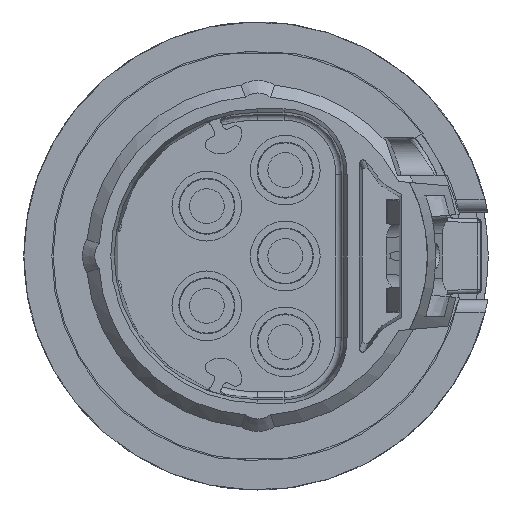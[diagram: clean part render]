
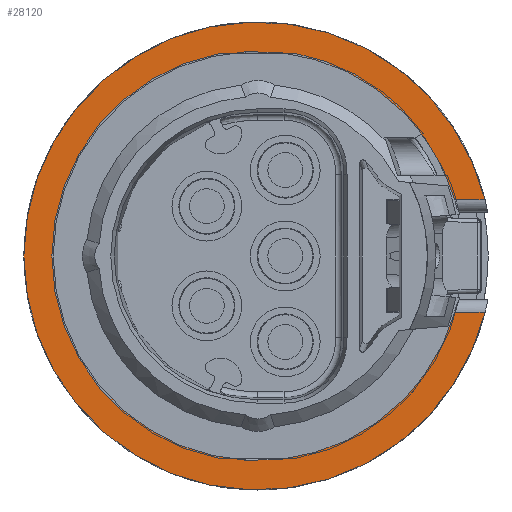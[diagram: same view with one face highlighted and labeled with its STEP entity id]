
A CAD part, front view. The second image highlights one B-rep face of the part: STEP entity #28120.
In plain terms, the highlighted face is planar.
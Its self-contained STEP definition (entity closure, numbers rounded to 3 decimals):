
#5460=CARTESIAN_POINT('',(4.5,18.253,-4.4));
#5470=VERTEX_POINT('',#5460);
#5500=CARTESIAN_POINT('',(4.5,30.544,-4.4));
#5510=DIRECTION('',(0.,-1.,0.));
#5520=VECTOR('',#5510,1.);
#5530=LINE('',#5500,#5520);
#5540=CARTESIAN_POINT('',(4.5,15.813,-4.4));
#5550=VERTEX_POINT('',#5540);
#5560=EDGE_CURVE('',#5470,#5550,#5530,.T.);
#27760=CARTESIAN_POINT('',(0.,-17.775,-4.4));
#27770=DIRECTION('',(0.,0.,-1.));
#27780=DIRECTION('',(-0.,1.,0.));
#27790=AXIS2_PLACEMENT_3D('',#27760,#27770,#27780);
#27800=PLANE('',#27790);
#27810=CARTESIAN_POINT('',(-4.5,30.544,-4.4));
#27820=DIRECTION('',(0.,-1.,0.));
#27830=VECTOR('',#27820,1.);
#27840=LINE('',#27810,#27830);
#27850=CARTESIAN_POINT('',(-4.5,18.253,-4.4));
#27860=VERTEX_POINT('',#27850);
#27870=CARTESIAN_POINT('',(-4.5,15.813,-4.4));
#27880=VERTEX_POINT('',#27870);
#27890=EDGE_CURVE('',#27860,#27880,#27840,.T.);
#27900=ORIENTED_EDGE('',*,*,#27890,.F.);
#27910=CARTESIAN_POINT('',(0.,0.,-4.4));
#27920=DIRECTION('',(0.,0.,1.));
#27930=DIRECTION('',(0.,-1.,0.));
#27940=AXIS2_PLACEMENT_3D('',#27910,#27920,#27930);
#27950=CIRCLE('',#27940,16.441);
#27960=CARTESIAN_POINT('',(0.,-16.441,-4.4));
#27970=VERTEX_POINT('',#27960);
#27980=EDGE_CURVE('',#27880,#27970,#27950,.T.);
#27990=ORIENTED_EDGE('',*,*,#27980,.F.);
#28000=EDGE_CURVE('',#27970,#5550,#27950,.T.);
#28010=ORIENTED_EDGE('',*,*,#28000,.F.);
#28020=ORIENTED_EDGE('',*,*,#5560,.T.);
#28030=CARTESIAN_POINT('',(0.,0.,-4.4));
#28040=DIRECTION('',(0.,0.,-1.));
#28050=DIRECTION('',(0.,-1.,0.));
#28060=AXIS2_PLACEMENT_3D('',#28030,#28040,#28050);
#28070=CIRCLE('',#28060,18.8);
#28080=EDGE_CURVE('',#5470,#27860,#28070,.T.);
#28090=ORIENTED_EDGE('',*,*,#28080,.F.);
#28100=EDGE_LOOP('',(#28090,#28020,#28010,#27990,#27900));
#28110=FACE_OUTER_BOUND('',#28100,.T.);
#28120=ADVANCED_FACE('',(#28110),#27800,.F.);
